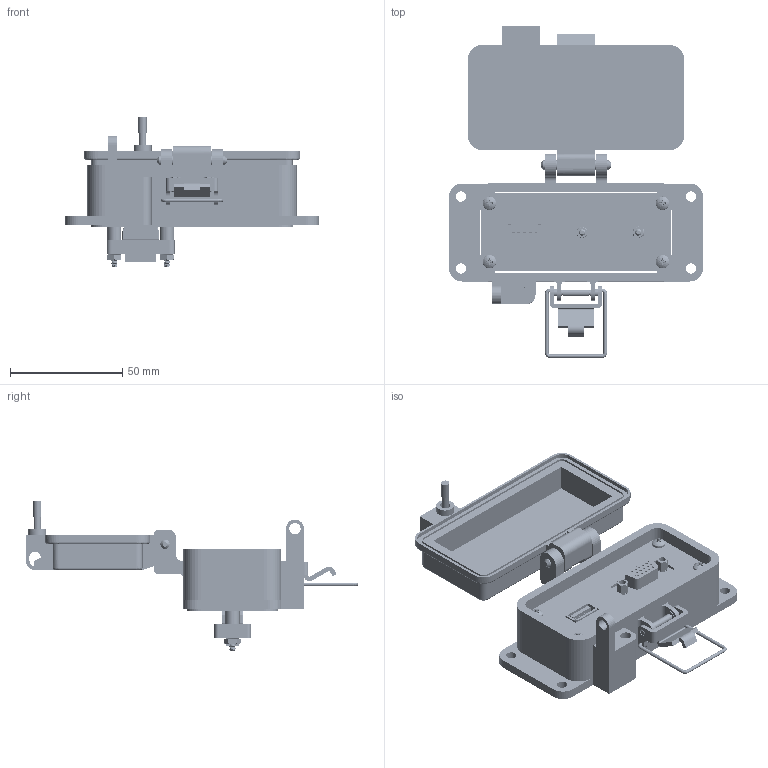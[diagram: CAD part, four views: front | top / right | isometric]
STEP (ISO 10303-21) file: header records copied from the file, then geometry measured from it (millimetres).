
FILE_DESCRIPTION (( 'STEP AP203' ), '1' );
FILE_NAME ('P-P22Q22-F3RX_3D.STEP', '2022-04-08T14:37:52', ( '' ), ( '' ), 'SwSTEP 2.0', 'SolidWorks 2021', '' );
FILE_SCHEMA (( 'CONFIG_CONTROL_DESIGN' ));
Length unit declared in the file: millimetre
Products named in the file (16): Z-BULK-DBHV15FF; Z-H-F3_B; P22; P-P22Q22-F3RX_TP060_1; Z-002-4401_4HN_90675A005; 92005A124_METRIC PAN HEAD PHILLIPS MACHINE SCREW_92005A124; Z-001-SPR_3_4; Z-300-USB-A-FF; P-P22Q22-F3RX_TP240_2; P-P22Q22-F3RX_3D; Z-000-4243316TFP; P-P22Q22-F3RX_BP240_1; Z-000-440112FH_90273A119; Q22; -F3; P-P22Q22-F3RX_FP060_1
Assembly tree (22 placements, depth 3):
  P-P22Q22-F3RX_3D
    -F3
      Z-H-F3_B
    P-P22Q22-F3RX_BP240_1
    P-P22Q22-F3RX_FP060_1
    P-P22Q22-F3RX_TP060_1
    P-P22Q22-F3RX_TP240_2
    Z-000-4243316TFP  x2
    Q22
      Z-BULK-DBHV15FF
    P22
      Z-300-USB-A-FF
    Z-000-440112FH_90273A119  x2
    Z-002-4401_4HN_90675A005  x2
    Z-001-SPR_3_4  x2
    92005A124_METRIC PAN HEAD PHILLIPS MACHINE SCREW_92005A124  x4
Bounding box: 113 x 147.61 x 66.6 mm (x, y, z)
Volume: 97916.5 mm3; surface area: 78211 mm2
Topology: 34 solids, 34 shells, 3138 faces, 8667 edges, 5692 vertices
Faces by surface type: cylinder 1555, plane 1070, bspline 269, cone 200, sphere 24, torus 20
Entity records: 88385 total; most frequent: CARTESIAN_POINT 35096, ORIENTED_EDGE 11748, DIRECTION 9398, EDGE_CURVE 5874, VERTEX_POINT 3855, VECTOR 3334, LINE 3334, AXIS2_PLACEMENT_3D 3032
